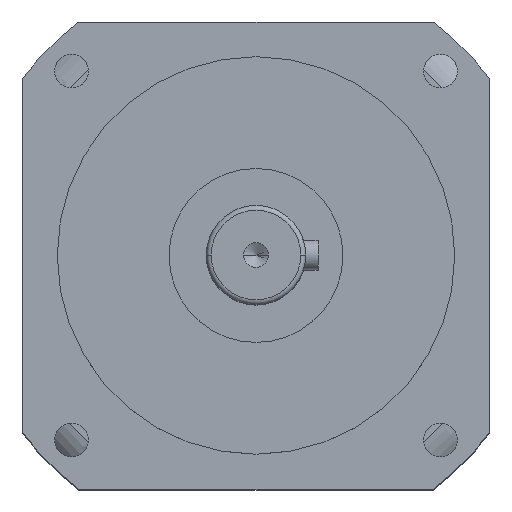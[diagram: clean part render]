
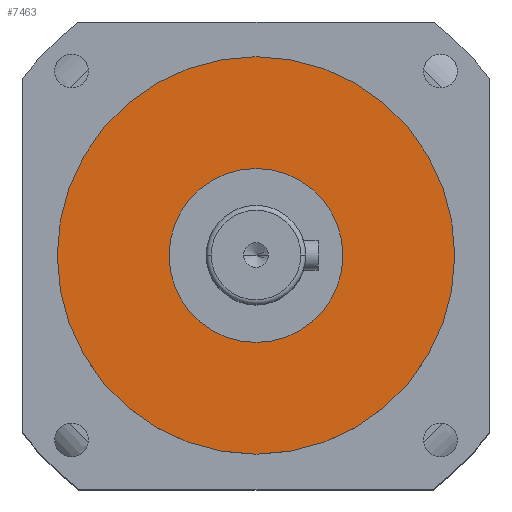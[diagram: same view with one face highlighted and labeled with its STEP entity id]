
A CAD part, top view. The second image highlights one B-rep face of the part: STEP entity #7463.
In plain terms, the highlighted planar face has unit normal (0, 0, 1).
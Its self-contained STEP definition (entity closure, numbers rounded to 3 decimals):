
#128 = FACE_BOUND ( 'NONE', #8109, .T. ) ;
#239 = DIRECTION ( 'NONE',  ( 0., 0., 1. ) ) ;
#642 = EDGE_CURVE ( 'NONE', #1963, #2006, #9063, .T. ) ;
#665 = EDGE_CURVE ( 'NONE', #2006, #1963, #5276, .T. ) ;
#1154 = DIRECTION ( 'NONE',  ( 0., 0., 1. ) ) ;
#1721 = DIRECTION ( 'NONE',  ( 1., 0., 0. ) ) ;
#1963 = VERTEX_POINT ( 'NONE', #2053 ) ;
#2006 = VERTEX_POINT ( 'NONE', #4494 ) ;
#2053 = CARTESIAN_POINT ( 'NONE',  ( -17.5, 0., -50. ) ) ;
#2391 = DIRECTION ( 'NONE',  ( 1., 0., 0. ) ) ;
#2415 = VERTEX_POINT ( 'NONE', #3117 ) ;
#2465 = ORIENTED_EDGE ( 'NONE', *, *, #2731, .T. ) ;
#2590 = DIRECTION ( 'NONE',  ( 0., 0., 1. ) ) ;
#2731 = EDGE_CURVE ( 'NONE', #2415, #3124, #6235, .T. ) ;
#3117 = CARTESIAN_POINT ( 'NONE',  ( -40., 0., -50. ) ) ;
#3124 = VERTEX_POINT ( 'NONE', #3419 ) ;
#3419 = CARTESIAN_POINT ( 'NONE',  ( 40., 0., -50. ) ) ;
#4023 = DIRECTION ( 'NONE',  ( 0., 0., 1. ) ) ;
#4260 = CARTESIAN_POINT ( 'NONE',  ( 0., 40., -50. ) ) ;
#4494 = CARTESIAN_POINT ( 'NONE',  ( 17.5, 0., -50. ) ) ;
#4860 = AXIS2_PLACEMENT_3D ( 'NONE', #7522, #1154, #2391 ) ;
#4973 = DIRECTION ( 'NONE',  ( -1., 0., 0. ) ) ;
#4983 = ORIENTED_EDGE ( 'NONE', *, *, #665, .F. ) ;
#5276 = CIRCLE ( 'NONE', #5809, 17.5 ) ;
#5534 = AXIS2_PLACEMENT_3D ( 'NONE', #8280, #4023, #8998 ) ;
#5796 = ORIENTED_EDGE ( 'NONE', *, *, #7161, .T. ) ;
#5809 = AXIS2_PLACEMENT_3D ( 'NONE', #7424, #239, #1721 ) ;
#6235 = CIRCLE ( 'NONE', #5534, 40. ) ;
#6297 = CIRCLE ( 'NONE', #8807, 40. ) ;
#6855 = CARTESIAN_POINT ( 'NONE',  ( 0., 0., -50. ) ) ;
#7050 = AXIS2_PLACEMENT_3D ( 'NONE', #4260, #9239, #4973 ) ;
#7161 = EDGE_CURVE ( 'NONE', #3124, #2415, #6297, .T. ) ;
#7424 = CARTESIAN_POINT ( 'NONE',  ( 0., 0., -50. ) ) ;
#7463 = ADVANCED_FACE ( 'NONE', ( #128, #7746 ), #7802, .F. ) ;
#7522 = CARTESIAN_POINT ( 'NONE',  ( 0., 0., -50. ) ) ;
#7568 = DIRECTION ( 'NONE',  ( 1., 0., 0. ) ) ;
#7746 = FACE_OUTER_BOUND ( 'NONE', #8056, .T. ) ;
#7802 = PLANE ( 'NONE',  #7050 ) ;
#8056 = EDGE_LOOP ( 'NONE', ( #5796, #2465 ) ) ;
#8109 = EDGE_LOOP ( 'NONE', ( #4983, #8992 ) ) ;
#8280 = CARTESIAN_POINT ( 'NONE',  ( 0., 0., -50. ) ) ;
#8807 = AXIS2_PLACEMENT_3D ( 'NONE', #6855, #2590, #7568 ) ;
#8992 = ORIENTED_EDGE ( 'NONE', *, *, #642, .F. ) ;
#8998 = DIRECTION ( 'NONE',  ( 1., 0., 0. ) ) ;
#9063 = CIRCLE ( 'NONE', #4860, 17.5 ) ;
#9239 = DIRECTION ( 'NONE',  ( 0., 0., -1. ) ) ;
